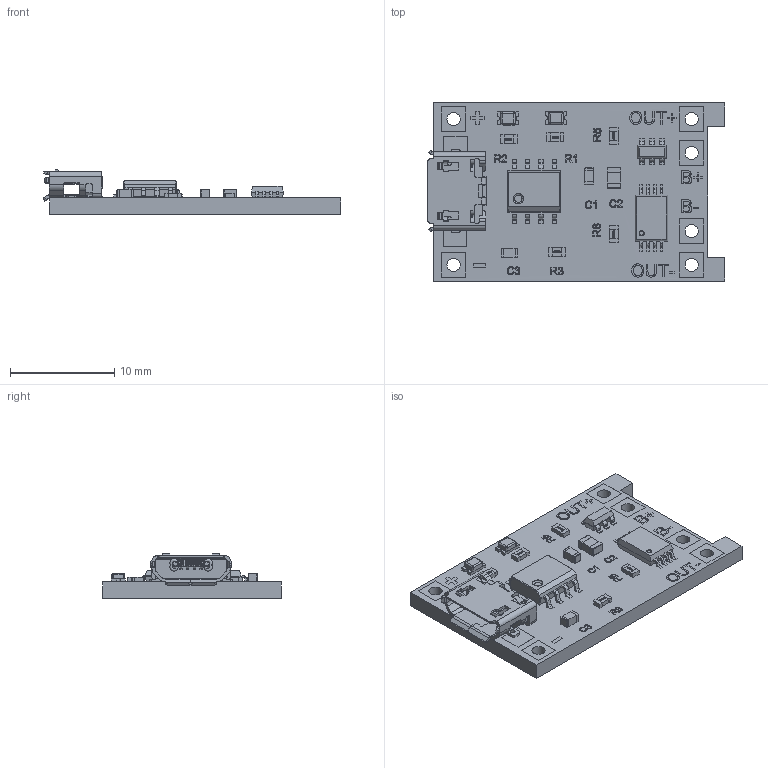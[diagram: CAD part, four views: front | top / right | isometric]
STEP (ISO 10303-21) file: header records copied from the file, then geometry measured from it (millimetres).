
FILE_DESCRIPTION(/* description */ (''),/* implementation_level */ '2;1');
FILE_NAME(/* name */ 'MODULO TP4056-PROT.step',/* time_stamp */ '2019-11-19T10:17:08-05:00',/* author */ (''),/* organization */ (''),/* preprocessor_version */ 'ST-DEVELOPER v18',/* originating_system */ 'Autodesk Translation Framework v8.12.0.6',/* authorisation */ '');
FILE_SCHEMA (('AUTOMOTIVE_DESIGN { 1 0 10303 214 3 1 1 }'));
Products named in the file (11): MODULO_TP4056-PROT; bOARD; 0805 Capacitor; 0603 Capacitor; SOIC-8-150; LED - 0805 - Blue; LED - 0805 - Red; USB - Micro; tsop8; sot-23-6-2; 0603 Resistor
Assembly tree (15 placements, depth 2):
  MODULO_TP4056-PROT
    bOARD
    0603 Capacitor  x2
    0603 Resistor  x5
    0805 Capacitor
    SOIC-8-150
    LED - 0805 - Blue
    LED - 0805 - Red
    USB - Micro
    tsop8
    sot-23-6-2
Bounding box: 28.58 x 17.09 x 4.28 mm (x, y, z)
Volume: 810.6 mm3; surface area: 1600 mm2
Topology: 20 solids, 40 shells, 1789 faces, 4688 edges, 3048 vertices
Faces by surface type: plane 1226, cylinder 385, bspline 152, sphere 12, cone 9, torus 5
Full cylindrical faces by diameter (mm): 0.45 x2, 1 x1, 1.27 x6
Entity records: 56652 total; most frequent: CARTESIAN_POINT 14468, ORIENTED_EDGE 8662, DIRECTION 7844, EDGE_CURVE 4331, LINE 3286, VECTOR 3286, VERTEX_POINT 2817, AXIS2_PLACEMENT_3D 2279
